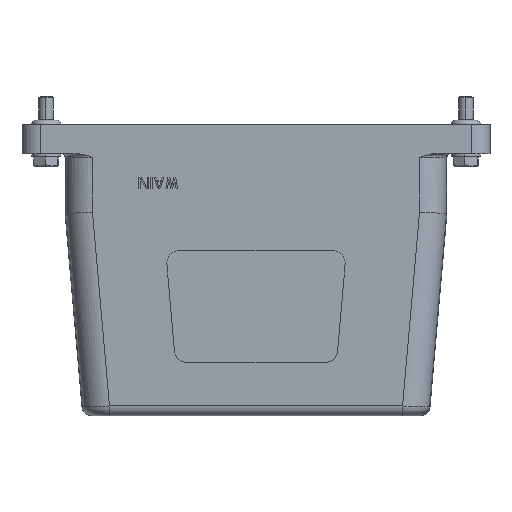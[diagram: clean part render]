
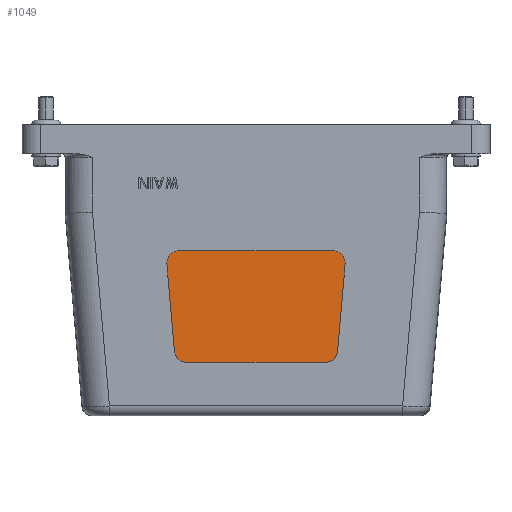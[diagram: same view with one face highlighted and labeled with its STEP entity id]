
A CAD part, front view. The second image highlights one B-rep face of the part: STEP entity #1049.
In plain terms, the highlighted planar face has unit normal (0, -1, 0).
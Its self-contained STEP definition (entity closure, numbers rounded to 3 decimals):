
#563=FACE_OUTER_BOUND('',#2136,.T.);
#1049=ADVANCED_FACE('NONE',(#563),#1382,.T.);
#1382=PLANE('',#9136);
#1723=B_SPLINE_CURVE_WITH_KNOTS('',3,(#14915,#14916,#14917,#14918,#14919,
#14920,#14921,#14922,#14923,#14924),.UNSPECIFIED.,.F.,.F.,(4,2,2,2,4),(0.,
0.25,0.5,0.75,1.),.UNSPECIFIED.);
#1724=B_SPLINE_CURVE_WITH_KNOTS('',3,(#14928,#14929,#14930,#14931,#14932,
#14933),.UNSPECIFIED.,.F.,.F.,(4,2,4),(0.,0.5,1.),.UNSPECIFIED.);
#1725=B_SPLINE_CURVE_WITH_KNOTS('',3,(#14937,#14938,#14939,#14940,#14941,
#14942),.UNSPECIFIED.,.F.,.F.,(4,2,4),(0.,0.5,1.),.UNSPECIFIED.);
#1726=B_SPLINE_CURVE_WITH_KNOTS('',3,(#14946,#14947,#14948,#14949,#14950,
#14951,#14952,#14953,#14954,#14955),.UNSPECIFIED.,.F.,.F.,(4,2,2,2,4),(0.,
0.25,0.5,0.75,1.),.UNSPECIFIED.);
#2136=EDGE_LOOP('',(#5158,#5159,#5160,#5161,#5162,#5163,#5164,#5165));
#2794=LINE('',#14912,#3500);
#2795=LINE('',#14926,#3501);
#2796=LINE('',#14935,#3502);
#2797=LINE('',#14944,#3503);
#3500=VECTOR('',#10783,1.);
#3501=VECTOR('',#10784,1.);
#3502=VECTOR('',#10785,1.);
#3503=VECTOR('',#10786,1.);
#5158=ORIENTED_EDGE('',*,*,#7957,.T.);
#5159=ORIENTED_EDGE('',*,*,#7958,.T.);
#5160=ORIENTED_EDGE('',*,*,#7959,.T.);
#5161=ORIENTED_EDGE('',*,*,#7960,.T.);
#5162=ORIENTED_EDGE('',*,*,#7961,.T.);
#5163=ORIENTED_EDGE('',*,*,#7962,.T.);
#5164=ORIENTED_EDGE('',*,*,#7963,.T.);
#5165=ORIENTED_EDGE('',*,*,#7964,.T.);
#6903=VERTEX_POINT('',#14913);
#6904=VERTEX_POINT('',#14914);
#6905=VERTEX_POINT('',#14925);
#6906=VERTEX_POINT('',#14927);
#6907=VERTEX_POINT('',#14934);
#6908=VERTEX_POINT('',#14936);
#6909=VERTEX_POINT('',#14943);
#6910=VERTEX_POINT('',#14945);
#7957=EDGE_CURVE('NONE',#6903,#6904,#2794,.T.);
#7958=EDGE_CURVE('NONE',#6904,#6905,#1723,.T.);
#7959=EDGE_CURVE('NONE',#6905,#6906,#2795,.T.);
#7960=EDGE_CURVE('NONE',#6906,#6907,#1724,.T.);
#7961=EDGE_CURVE('NONE',#6907,#6908,#2796,.T.);
#7962=EDGE_CURVE('NONE',#6908,#6909,#1725,.T.);
#7963=EDGE_CURVE('NONE',#6909,#6910,#2797,.T.);
#7964=EDGE_CURVE('NONE',#6910,#6903,#1726,.T.);
#9136=AXIS2_PLACEMENT_3D('',#14956,#10787,#10788);
#10783=DIRECTION('',(1.,0.,0.));
#10784=DIRECTION('',(0.087,0.,0.996));
#10785=DIRECTION('',(-1.,0.,0.));
#10786=DIRECTION('',(0.087,0.,-0.996));
#10787=DIRECTION('',(0.,-1.,0.));
#10788=DIRECTION('',(0.,0.,-1.));
#14912=CARTESIAN_POINT('',(-33.225,-27.,-86.));
#14913=CARTESIAN_POINT('',(-28.644,-27.,-86.));
#14914=CARTESIAN_POINT('',(28.644,-27.,-86.));
#14915=CARTESIAN_POINT('',(28.644,-27.,-86.));
#14916=CARTESIAN_POINT('',(29.246,-27.,-86.));
#14917=CARTESIAN_POINT('',(29.788,-27.,-85.91));
#14918=CARTESIAN_POINT('',(31.001,-27.,-85.457));
#14919=CARTESIAN_POINT('',(31.544,-27.,-85.124));
#14920=CARTESIAN_POINT('',(32.499,-27.,-84.249));
#14921=CARTESIAN_POINT('',(32.898,-27.,-83.695));
#14922=CARTESIAN_POINT('',(33.416,-27.,-82.609));
#14923=CARTESIAN_POINT('',(33.572,-27.,-82.037));
#14924=CARTESIAN_POINT('',(33.625,-27.,-81.436));
#14925=CARTESIAN_POINT('',(33.625,-27.,-81.436));
#14926=CARTESIAN_POINT('',(33.225,-27.,-86.));
#14927=CARTESIAN_POINT('',(36.774,-27.,-45.436));
#14928=CARTESIAN_POINT('',(36.774,-27.,-45.436));
#14929=CARTESIAN_POINT('',(36.894,-27.,-44.07));
#14930=CARTESIAN_POINT('',(36.404,-27.,-42.631));
#14931=CARTESIAN_POINT('',(34.555,-27.,-40.613));
#14932=CARTESIAN_POINT('',(33.168,-27.,-40.));
#14933=CARTESIAN_POINT('',(31.793,-27.,-40.));
#14934=CARTESIAN_POINT('',(31.793,-27.,-40.));
#14935=CARTESIAN_POINT('',(37.25,-27.,-40.));
#14936=CARTESIAN_POINT('',(-31.793,-27.,-40.));
#14937=CARTESIAN_POINT('',(-31.793,-27.,-40.));
#14938=CARTESIAN_POINT('',(-33.165,-27.,-40.));
#14939=CARTESIAN_POINT('',(-34.555,-27.,-40.613));
#14940=CARTESIAN_POINT('',(-36.405,-27.,-42.631));
#14941=CARTESIAN_POINT('',(-36.894,-27.,-44.067));
#14942=CARTESIAN_POINT('',(-36.774,-27.,-45.436));
#14943=CARTESIAN_POINT('',(-36.774,-27.,-45.436));
#14944=CARTESIAN_POINT('',(-37.25,-27.,-40.));
#14945=CARTESIAN_POINT('',(-33.625,-27.,-81.436));
#14946=CARTESIAN_POINT('',(-33.625,-27.,-81.436));
#14947=CARTESIAN_POINT('',(-33.572,-27.,-82.036));
#14948=CARTESIAN_POINT('',(-33.435,-27.,-82.568));
#14949=CARTESIAN_POINT('',(-32.878,-27.,-83.737));
#14950=CARTESIAN_POINT('',(-32.499,-27.,-84.249));
#14951=CARTESIAN_POINT('',(-31.544,-27.,-85.124));
#14952=CARTESIAN_POINT('',(-30.958,-27.,-85.473));
#14953=CARTESIAN_POINT('',(-29.831,-27.,-85.894));
#14954=CARTESIAN_POINT('',(-29.247,-27.,-86.));
#14955=CARTESIAN_POINT('',(-28.644,-27.,-86.));
#14956=CARTESIAN_POINT('',(0.,-27.,0.));
